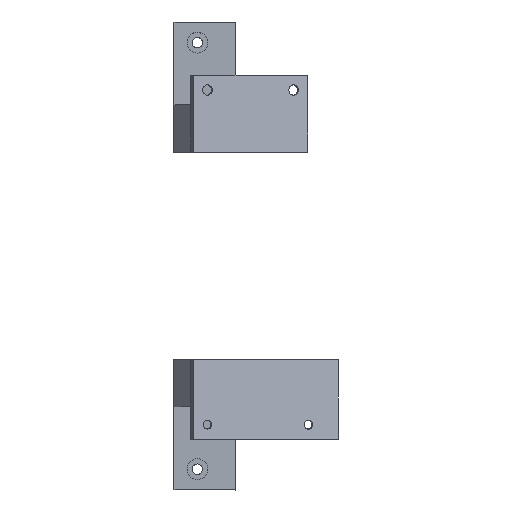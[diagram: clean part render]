
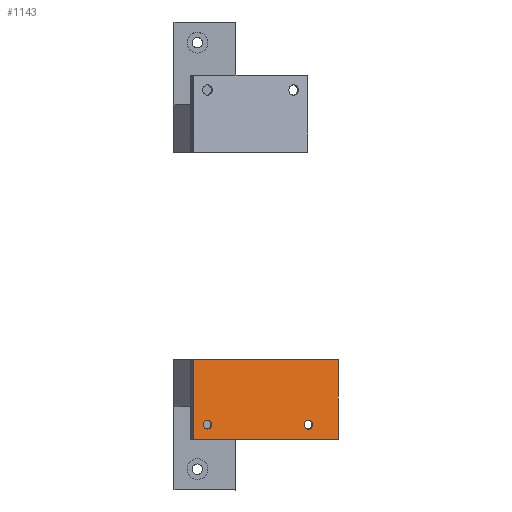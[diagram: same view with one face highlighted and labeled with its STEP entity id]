
A CAD part, top view. The second image highlights one B-rep face of the part: STEP entity #1143.
In plain terms, the highlighted planar face has unit normal (0.348, 0, 0.938).
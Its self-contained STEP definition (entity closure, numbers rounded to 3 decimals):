
#40=FACE_BOUND('',#237,.T.);
#41=FACE_BOUND('',#238,.T.);
#65=CIRCLE('',#1218,1.5);
#66=CIRCLE('',#1220,1.5);
#151=FACE_OUTER_BOUND('',#236,.T.);
#236=EDGE_LOOP('',(#1015,#1016,#1017,#1018));
#237=EDGE_LOOP('',(#1019));
#238=EDGE_LOOP('',(#1020));
#307=LINE('',#1755,#427);
#310=LINE('',#1761,#430);
#312=LINE('',#1765,#432);
#360=LINE('',#1877,#480);
#427=VECTOR('',#1446,10.);
#430=VECTOR('',#1451,10.);
#432=VECTOR('',#1455,10.);
#480=VECTOR('',#1561,10.);
#537=VERTEX_POINT('',#1741);
#538=VERTEX_POINT('',#1745);
#541=VERTEX_POINT('',#1752);
#542=VERTEX_POINT('',#1754);
#544=VERTEX_POINT('',#1760);
#545=VERTEX_POINT('',#1764);
#665=EDGE_CURVE('',#537,#537,#65,.T.);
#667=EDGE_CURVE('',#538,#538,#66,.T.);
#671=EDGE_CURVE('',#541,#542,#307,.T.);
#674=EDGE_CURVE('',#544,#542,#310,.T.);
#676=EDGE_CURVE('',#545,#544,#312,.T.);
#732=EDGE_CURVE('',#545,#541,#360,.T.);
#1015=ORIENTED_EDGE('',*,*,#732,.F.);
#1016=ORIENTED_EDGE('',*,*,#676,.T.);
#1017=ORIENTED_EDGE('',*,*,#674,.T.);
#1018=ORIENTED_EDGE('',*,*,#671,.F.);
#1019=ORIENTED_EDGE('',*,*,#665,.T.);
#1020=ORIENTED_EDGE('',*,*,#667,.T.);
#1081=PLANE('',#1252);
#1143=ADVANCED_FACE('',(#151,#40,#41),#1081,.F.);
#1218=AXIS2_PLACEMENT_3D('',#1742,#1434,#1435);
#1220=AXIS2_PLACEMENT_3D('',#1746,#1439,#1440);
#1252=AXIS2_PLACEMENT_3D('',#1876,#1559,#1560);
#1434=DIRECTION('center_axis',(-0.348,0.,
-0.938));
#1435=DIRECTION('ref_axis',(0.,-1.,0.));
#1439=DIRECTION('center_axis',(-0.348,0.,
-0.938));
#1440=DIRECTION('ref_axis',(0.,-1.,0.));
#1446=DIRECTION('',(0.,-1.,0.));
#1451=DIRECTION('',(0.938,0.,-0.348));
#1455=DIRECTION('',(0.,-1.,0.));
#1559=DIRECTION('center_axis',(-0.348,0.,
-0.938));
#1560=DIRECTION('ref_axis',(-0.938,0.,0.348));
#1561=DIRECTION('',(0.938,0.,-0.348));
#1741=CARTESIAN_POINT('',(86.379,-107.5,-8.647));
#1742=CARTESIAN_POINT('Origin',(86.379,-109.,-8.647));
#1745=CARTESIAN_POINT('',(52.254,-107.5,4.015));
#1746=CARTESIAN_POINT('Origin',(52.254,-109.,4.015));
#1752=CARTESIAN_POINT('',(96.347,-87.,-12.346));
#1754=CARTESIAN_POINT('',(96.347,-114.,-12.346));
#1755=CARTESIAN_POINT('',(96.347,-112.,-12.346));
#1760=CARTESIAN_POINT('',(47.566,-114.,5.754));
#1761=CARTESIAN_POINT('',(86.034,-114.,-8.52));
#1764=CARTESIAN_POINT('',(47.566,-87.,5.754));
#1765=CARTESIAN_POINT('',(47.566,-112.,5.754));
#1876=CARTESIAN_POINT('Origin',(81.347,-112.,-6.78));
#1877=CARTESIAN_POINT('',(81.347,-87.,-6.78));
